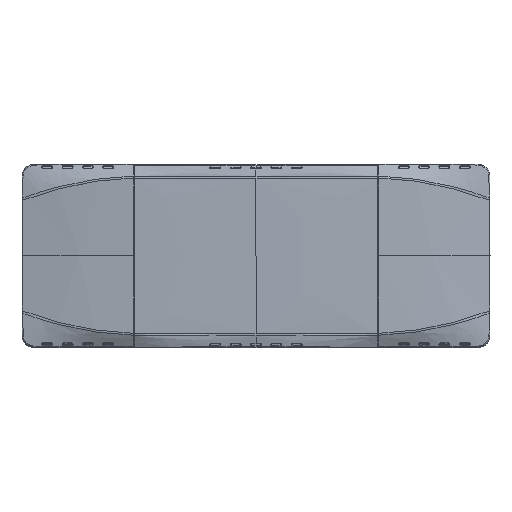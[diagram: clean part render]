
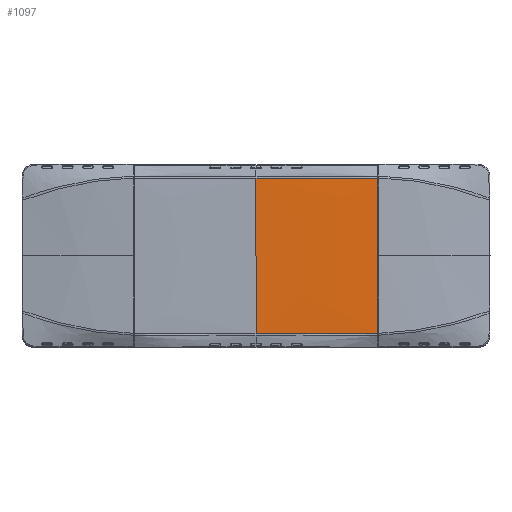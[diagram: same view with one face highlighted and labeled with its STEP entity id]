
A CAD part, top view. The second image highlights one B-rep face of the part: STEP entity #1097.
In plain terms, the highlighted free-form (B-spline) face has degree [1, 3] with [2, 7] control points.
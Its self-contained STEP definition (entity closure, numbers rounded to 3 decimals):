
#1097=ADVANCED_FACE('',(#2411),#19648,.T.);
#2411=FACE_OUTER_BOUND('',#3731,.T.);
#3731=EDGE_LOOP('',(#9140,#9141,#9142,#9143));
#9140=ORIENTED_EDGE('',*,*,#12527,.F.);
#9141=ORIENTED_EDGE('',*,*,#13246,.F.);
#9142=ORIENTED_EDGE('',*,*,#13251,.T.);
#9143=ORIENTED_EDGE('',*,*,#13247,.F.);
#12527=EDGE_CURVE('',#18318,#18317,#15881,.T.);
#13246=EDGE_CURVE('',#18665,#18318,#16572,.T.);
#13247=EDGE_CURVE('',#18317,#18666,#16573,.T.);
#13251=EDGE_CURVE('',#18665,#18666,#16577,.T.);
#15881=B_SPLINE_CURVE_WITH_KNOTS('',1,(#61247,#61248),.UNSPECIFIED.,.F.,
 .F.,(2,2),(-30.552,0.003),.UNSPECIFIED.);
#16572=B_SPLINE_CURVE_WITH_KNOTS('',3,(#64317,#64318,#64319,#64320,#64321,
#64322,#64323,#64324,#64325,#64326,#64327,#64328,#64329,#64330,#64331,#64332,
#64333,#64334,#64335),.UNSPECIFIED.,.F.,.F.,(4,1,2,2,2,2,2,2,2,4),(0.,6.001,
12.002,18.003,21.003,22.504,23.254,
23.629,23.816,23.865),.UNSPECIFIED.);
#16573=B_SPLINE_CURVE_WITH_KNOTS('',3,(#64336,#64337,#64338,#64339,#64340,
#64341,#64342,#64343,#64344,#64345,#64346,#64347,#64348,#64349,#64350,#64351,
#64352,#64353,#64354),.UNSPECIFIED.,.F.,.F.,(4,2,2,2,2,2,2,2,1,4),(0.,0.049,
0.237,0.612,1.362,2.862,5.863,
11.863,17.864,23.865),.UNSPECIFIED.);
#16577=B_SPLINE_CURVE_WITH_KNOTS('',1,(#64387,#64388),.UNSPECIFIED.,.F.,
 .F.,(2,2),(-30.599,0.),.UNSPECIFIED.);
#18317=VERTEX_POINT('',#56079);
#18318=VERTEX_POINT('',#56080);
#18665=VERTEX_POINT('',#56427);
#18666=VERTEX_POINT('',#56428);
#19648=B_SPLINE_SURFACE_WITH_KNOTS('',1,3,((#52855,#52856,#52857,#52858,
#52859,#52860,#52861),(#52862,#52863,#52864,#52865,#52866,#52867,#52868)),
 .UNSPECIFIED.,.F.,.F.,.F.,(2,2),(4,1,1,1,4),(0.402,31.011),
(0.139,6.552,12.965,19.378,24.013),
 .UNSPECIFIED.);
#52855=CARTESIAN_POINT('',(0.,15.253,25.));
#52856=CARTESIAN_POINT('',(3.615,15.253,25.));
#52857=CARTESIAN_POINT('',(9.536,15.253,24.981));
#52858=CARTESIAN_POINT('',(15.871,15.253,24.92));
#52859=CARTESIAN_POINT('',(20.309,15.253,24.831));
#52860=CARTESIAN_POINT('',(22.821,15.253,24.743));
#52861=CARTESIAN_POINT('',(23.862,15.253,24.698));
#52862=CARTESIAN_POINT('',(0.,-15.355,25.));
#52863=CARTESIAN_POINT('',(3.615,-15.355,25.));
#52864=CARTESIAN_POINT('',(9.536,-15.355,24.981));
#52865=CARTESIAN_POINT('',(15.871,-15.355,24.92));
#52866=CARTESIAN_POINT('',(20.309,-15.355,24.831));
#52867=CARTESIAN_POINT('',(22.821,-15.355,24.743));
#52868=CARTESIAN_POINT('',(23.862,-15.355,24.698));
#56079=CARTESIAN_POINT('',(23.862,-15.328,24.698));
#56080=CARTESIAN_POINT('',(23.862,15.227,24.698));
#56427=CARTESIAN_POINT('',(0.,15.248,25.));
#56428=CARTESIAN_POINT('',(0.,-15.35,25.));
#61247=CARTESIAN_POINT('',(23.862,15.227,24.698));
#61248=CARTESIAN_POINT('',(23.862,-15.328,24.698));
#64317=CARTESIAN_POINT('',(0.,15.248,25.));
#64318=CARTESIAN_POINT('',(2.,15.248,25.));
#64319=CARTESIAN_POINT('',(6.001,15.248,24.994));
#64320=CARTESIAN_POINT('',(10.002,15.248,24.972));
#64321=CARTESIAN_POINT('',(14.002,15.248,24.937));
#64322=CARTESIAN_POINT('',(16.002,15.247,24.913));
#64323=CARTESIAN_POINT('',(19.002,15.247,24.855));
#64324=CARTESIAN_POINT('',(20.002,15.253,24.831));
#64325=CARTESIAN_POINT('',(21.502,15.254,24.787));
#64326=CARTESIAN_POINT('',(22.002,15.252,24.77));
#64327=CARTESIAN_POINT('',(22.751,15.246,24.743));
#64328=CARTESIAN_POINT('',(23.001,15.243,24.733));
#64329=CARTESIAN_POINT('',(23.376,15.237,24.718));
#64330=CARTESIAN_POINT('',(23.501,15.234,24.713));
#64331=CARTESIAN_POINT('',(23.688,15.231,24.705));
#64332=CARTESIAN_POINT('',(23.75,15.229,24.702));
#64333=CARTESIAN_POINT('',(23.829,15.227,24.699));
#64334=CARTESIAN_POINT('',(23.845,15.227,24.698));
#64335=CARTESIAN_POINT('',(23.862,15.227,24.698));
#64336=CARTESIAN_POINT('',(23.862,-15.328,24.698));
#64337=CARTESIAN_POINT('',(23.845,-15.329,24.698));
#64338=CARTESIAN_POINT('',(23.829,-15.329,24.699));
#64339=CARTESIAN_POINT('',(23.75,-15.331,24.702));
#64340=CARTESIAN_POINT('',(23.688,-15.332,24.705));
#64341=CARTESIAN_POINT('',(23.501,-15.336,24.713));
#64342=CARTESIAN_POINT('',(23.376,-15.339,24.718));
#64343=CARTESIAN_POINT('',(23.001,-15.345,24.733));
#64344=CARTESIAN_POINT('',(22.751,-15.348,24.743));
#64345=CARTESIAN_POINT('',(22.002,-15.354,24.77));
#64346=CARTESIAN_POINT('',(21.502,-15.355,24.787));
#64347=CARTESIAN_POINT('',(20.002,-15.354,24.831));
#64348=CARTESIAN_POINT('',(19.002,-15.349,24.855));
#64349=CARTESIAN_POINT('',(16.002,-15.349,24.913));
#64350=CARTESIAN_POINT('',(14.002,-15.35,24.937));
#64351=CARTESIAN_POINT('',(10.002,-15.35,24.972));
#64352=CARTESIAN_POINT('',(6.001,-15.35,24.994));
#64353=CARTESIAN_POINT('',(2.,-15.35,25.));
#64354=CARTESIAN_POINT('',(0.,-15.35,25.));
#64387=CARTESIAN_POINT('',(0.,15.248,25.));
#64388=CARTESIAN_POINT('',(0.,-15.35,25.));
